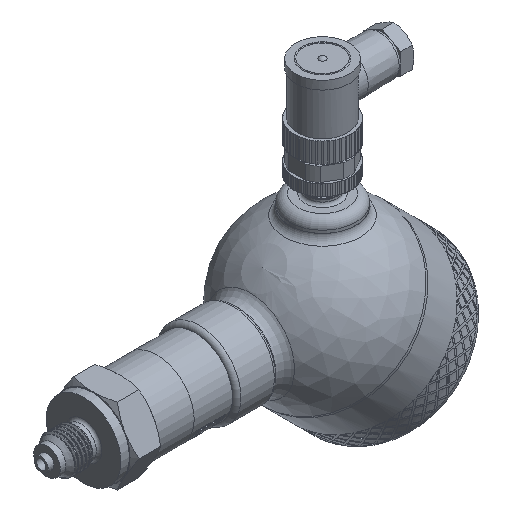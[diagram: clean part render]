
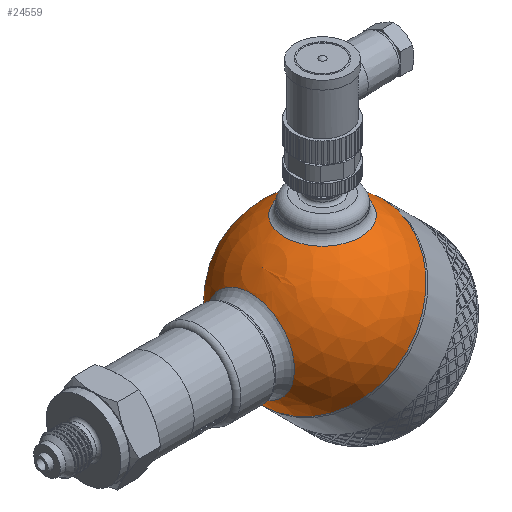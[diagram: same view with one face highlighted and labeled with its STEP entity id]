
A CAD part, isometric view. The second image highlights one B-rep face of the part: STEP entity #24559.
In plain terms, the highlighted spherical face has radius 30 mm.
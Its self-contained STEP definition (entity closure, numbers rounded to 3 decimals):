
#36=SPHERICAL_SURFACE('',#26061,30.);
#91=FACE_BOUND('',#3321,.T.);
#92=FACE_BOUND('',#3322,.T.);
#1715=FACE_OUTER_BOUND('',#3320,.T.);
#3320=EDGE_LOOP('',(#17558,#17559,#17560,#17561));
#3321=EDGE_LOOP('',(#17562));
#3322=EDGE_LOOP('',(#17563));
#4805=CIRCLE('',#25984,30.);
#4806=CIRCLE('',#25985,30.);
#4833=CIRCLE('',#26057,13.5);
#4836=CIRCLE('',#26062,30.);
#4837=CIRCLE('',#26063,15.643);
#9382=VERTEX_POINT('',#34617);
#9383=VERTEX_POINT('',#34619);
#9858=VERTEX_POINT('',#40681);
#9860=VERTEX_POINT('',#40688);
#9861=VERTEX_POINT('',#40690);
#12031=EDGE_CURVE('',#9382,#9383,#4805,.T.);
#12032=EDGE_CURVE('',#9383,#9382,#4806,.T.);
#12747=EDGE_CURVE('',#9858,#9858,#4833,.T.);
#12750=EDGE_CURVE('',#9383,#9860,#4836,.T.);
#12751=EDGE_CURVE('',#9861,#9861,#4837,.T.);
#17558=ORIENTED_EDGE('',*,*,#12032,.F.);
#17559=ORIENTED_EDGE('',*,*,#12750,.T.);
#17560=ORIENTED_EDGE('',*,*,#12750,.F.);
#17561=ORIENTED_EDGE('',*,*,#12031,.F.);
#17562=ORIENTED_EDGE('',*,*,#12751,.F.);
#17563=ORIENTED_EDGE('',*,*,#12747,.F.);
#24559=ADVANCED_FACE('',(#1715,#91,#92),#36,.T.);
#25984=AXIS2_PLACEMENT_3D('',#34620,#27603,#27604);
#25985=AXIS2_PLACEMENT_3D('',#34621,#27605,#27606);
#26057=AXIS2_PLACEMENT_3D('',#40682,#28001,#28002);
#26061=AXIS2_PLACEMENT_3D('',#40687,#28009,#28010);
#26062=AXIS2_PLACEMENT_3D('',#40689,#28011,#28012);
#26063=AXIS2_PLACEMENT_3D('',#40691,#28013,#28014);
#27603=DIRECTION('center_axis',(1.,0.,0.));
#27604=DIRECTION('ref_axis',(0.,1.,0.));
#27605=DIRECTION('center_axis',(1.,0.,0.));
#27606=DIRECTION('ref_axis',(0.,1.,0.));
#28001=DIRECTION('center_axis',(-0.707,0.,-0.707));
#28002=DIRECTION('ref_axis',(-0.707,0.,0.707));
#28009=DIRECTION('center_axis',(1.,0.,0.));
#28010=DIRECTION('ref_axis',(0.,-1.,0.));
#28011=DIRECTION('center_axis',(0.,0.,1.));
#28012=DIRECTION('ref_axis',(0.,1.,0.));
#28013=DIRECTION('center_axis',(-0.707,0.,0.707));
#28014=DIRECTION('ref_axis',(0.707,0.,0.707));
#34617=CARTESIAN_POINT('',(0.,-30.,0.));
#34619=CARTESIAN_POINT('',(0.,30.,0.));
#34620=CARTESIAN_POINT('Origin',(0.,0.,0.));
#34621=CARTESIAN_POINT('Origin',(0.,0.,0.));
#40681=CARTESIAN_POINT('',(-9.398,0.,-28.49));
#40682=CARTESIAN_POINT('Origin',(-18.944,0.,-18.944));
#40687=CARTESIAN_POINT('Origin',(0.,0.,0.));
#40688=CARTESIAN_POINT('',(-30.,0.,0.));
#40689=CARTESIAN_POINT('Origin',(0.,0.,0.));
#40690=CARTESIAN_POINT('',(-29.162,0.,7.04));
#40691=CARTESIAN_POINT('Origin',(-18.101,0.,18.101));
